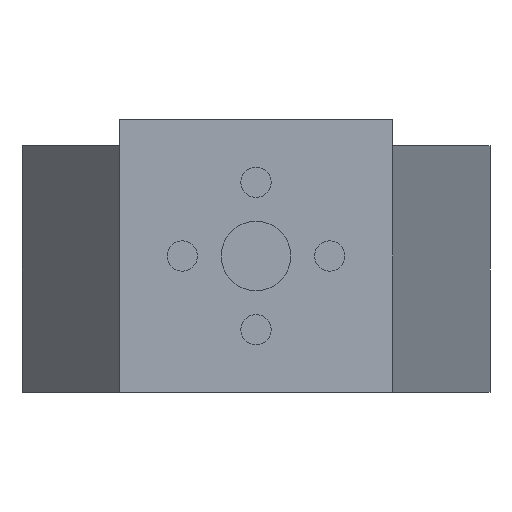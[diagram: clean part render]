
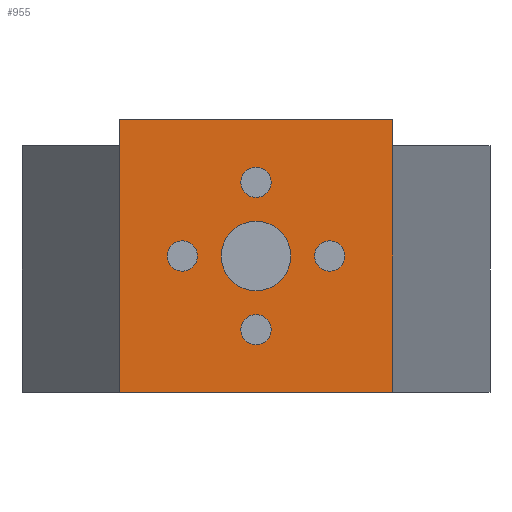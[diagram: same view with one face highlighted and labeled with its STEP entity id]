
A CAD part, front view. The second image highlights one B-rep face of the part: STEP entity #955.
In plain terms, the highlighted planar face has unit normal (0, -1, 0).
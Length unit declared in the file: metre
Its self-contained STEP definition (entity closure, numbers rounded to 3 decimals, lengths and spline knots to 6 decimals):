
#35=LINE('',#1400,#123);
#38=LINE('',#1406,#126);
#41=LINE('',#1412,#129);
#54=LINE('',#1451,#142);
#123=VECTOR('',#1128,1.);
#126=VECTOR('',#1133,1.);
#129=VECTOR('',#1138,1.);
#142=VECTOR('',#1173,1.);
#221=PLANE('',#1052);
#430=ORIENTED_EDGE('',*,*,#510,.F.);
#431=ORIENTED_EDGE('',*,*,#509,.F.);
#432=ORIENTED_EDGE('',*,*,#508,.F.);
#433=ORIENTED_EDGE('',*,*,#507,.F.);
#434=ORIENTED_EDGE('',*,*,#506,.F.);
#435=ORIENTED_EDGE('',*,*,#499,.F.);
#436=ORIENTED_EDGE('',*,*,#502,.F.);
#437=ORIENTED_EDGE('',*,*,#505,.T.);
#438=ORIENTED_EDGE('',*,*,#523,.T.);
#499=EDGE_CURVE('',#616,#617,#35,.T.);
#502=EDGE_CURVE('',#618,#616,#38,.T.);
#505=EDGE_CURVE('',#618,#620,#41,.T.);
#506=EDGE_CURVE('',#621,#621,#684,.T.);
#507=EDGE_CURVE('',#622,#622,#685,.T.);
#508=EDGE_CURVE('',#623,#623,#686,.T.);
#509=EDGE_CURVE('',#624,#624,#687,.T.);
#510=EDGE_CURVE('',#625,#625,#688,.T.);
#523=EDGE_CURVE('',#620,#617,#54,.T.);
#616=VERTEX_POINT('',#1399);
#617=VERTEX_POINT('',#1401);
#618=VERTEX_POINT('',#1405);
#620=VERTEX_POINT('',#1411);
#621=VERTEX_POINT('',#1415);
#622=VERTEX_POINT('',#1418);
#623=VERTEX_POINT('',#1421);
#624=VERTEX_POINT('',#1424);
#625=VERTEX_POINT('',#1427);
#684=CIRCLE('',#1000,0.00175);
#685=CIRCLE('',#1002,0.00175);
#686=CIRCLE('',#1004,0.00175);
#687=CIRCLE('',#1006,0.00175);
#688=CIRCLE('',#1008,0.004);
#779=EDGE_LOOP('',(#430));
#780=EDGE_LOOP('',(#431));
#781=EDGE_LOOP('',(#432));
#782=EDGE_LOOP('',(#433));
#783=EDGE_LOOP('',(#434));
#784=EDGE_LOOP('',(#435,#436,#437,#438));
#873=FACE_BOUND('',#779,.T.);
#874=FACE_BOUND('',#780,.T.);
#875=FACE_BOUND('',#781,.T.);
#876=FACE_BOUND('',#782,.T.);
#877=FACE_BOUND('',#783,.T.);
#878=FACE_BOUND('',#784,.T.);
#955=ADVANCED_FACE('',(#873,#874,#875,#876,#877,#878),#221,.T.);
#1000=AXIS2_PLACEMENT_3D('',#1414,#1141,#1142);
#1002=AXIS2_PLACEMENT_3D('',#1417,#1145,#1146);
#1004=AXIS2_PLACEMENT_3D('',#1420,#1149,#1150);
#1006=AXIS2_PLACEMENT_3D('',#1423,#1153,#1154);
#1008=AXIS2_PLACEMENT_3D('',#1426,#1157,#1158);
#1052=AXIS2_PLACEMENT_3D('',#1575,#1303,#1304);
#1128=DIRECTION('',(0.,0.,-1.));
#1133=DIRECTION('',(1.,0.,0.));
#1138=DIRECTION('',(0.,0.,-1.));
#1141=DIRECTION('',(0.,-1.,0.));
#1142=DIRECTION('',(0.,0.,-1.));
#1145=DIRECTION('',(0.,-1.,0.));
#1146=DIRECTION('',(0.,0.,-1.));
#1149=DIRECTION('',(0.,-1.,0.));
#1150=DIRECTION('',(0.,0.,-1.));
#1153=DIRECTION('',(0.,-1.,0.));
#1154=DIRECTION('',(0.,0.,-1.));
#1157=DIRECTION('',(0.,-1.,0.));
#1158=DIRECTION('',(0.,0.,-1.));
#1173=DIRECTION('',(1.,0.,0.));
#1303=DIRECTION('',(0.,-1.,0.));
#1304=DIRECTION('',(1.,0.,0.));
#1399=CARTESIAN_POINT('',(-0.000248,-0.004,0.015449));
#1400=CARTESIAN_POINT('',(-0.000248,-0.004,0.006074));
#1401=CARTESIAN_POINT('',(-0.000248,-0.004,-0.016051));
#1405=CARTESIAN_POINT('',(-0.031748,-0.004,0.015449));
#1406=CARTESIAN_POINT('',(-0.015998,-0.004,0.015449));
#1411=CARTESIAN_POINT('',(-0.031748,-0.004,-0.016051));
#1412=CARTESIAN_POINT('',(-0.031748,-0.004,-0.014551));
#1414=CARTESIAN_POINT('',(-0.015998,-0.004,0.008199));
#1415=CARTESIAN_POINT('',(-0.015998,-0.004,0.006449));
#1417=CARTESIAN_POINT('',(-0.024498,-0.004,-0.000301));
#1418=CARTESIAN_POINT('',(-0.024498,-0.004,-0.002051));
#1420=CARTESIAN_POINT('',(-0.015998,-0.004,-0.008801));
#1421=CARTESIAN_POINT('',(-0.015998,-0.004,-0.010551));
#1423=CARTESIAN_POINT('',(-0.007498,-0.004,-0.000301));
#1424=CARTESIAN_POINT('',(-0.007498,-0.004,-0.002051));
#1426=CARTESIAN_POINT('',(-0.015998,-0.004,-0.000301));
#1427=CARTESIAN_POINT('',(-0.015998,-0.004,-0.004301));
#1451=CARTESIAN_POINT('',(-0.001748,-0.004,-0.016051));
#1575=CARTESIAN_POINT('',(-0.015998,-0.004,-0.000301));
